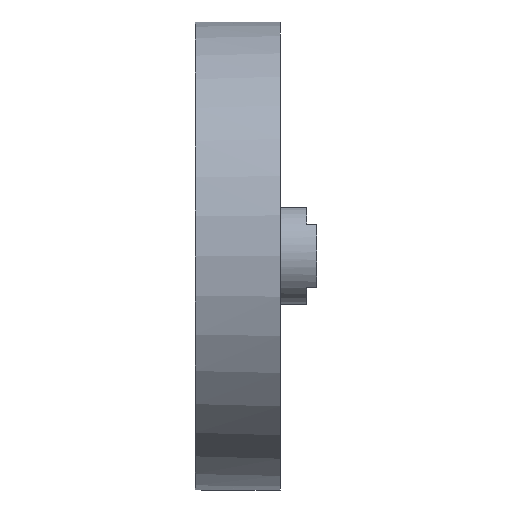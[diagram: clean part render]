
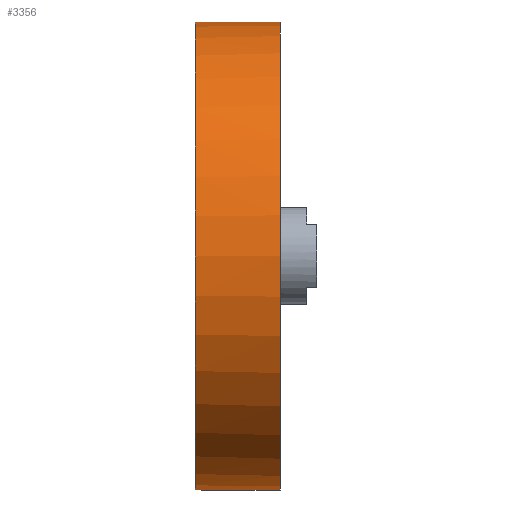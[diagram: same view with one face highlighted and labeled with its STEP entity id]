
A CAD part, left-side view. The second image highlights one B-rep face of the part: STEP entity #3356.
In plain terms, the highlighted cylindrical face has radius 34.95 mm (diameter 69.9 mm), a partial arc.
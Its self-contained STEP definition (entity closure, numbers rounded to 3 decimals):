
#39 = CARTESIAN_POINT ( 'NONE',  ( -0.13, -1., 34.95 ) ) ;
#131 = VERTEX_POINT ( 'NONE', #3592 ) ;
#198 = AXIS2_PLACEMENT_3D ( 'NONE', #3747, #1984, #239 ) ;
#239 = DIRECTION ( 'NONE',  ( 0., 0., 1. ) ) ;
#246 = CARTESIAN_POINT ( 'NONE',  ( -1., 0., -34.936 ) ) ;
#249 = CARTESIAN_POINT ( 'NONE',  ( 0., -1., -34.95 ) ) ;
#312 = B_SPLINE_CURVE_WITH_KNOTS ( 'NONE', 3,
 ( #828, #2537, #1140, #3142, #1433, #3436, #1708, #3761, #1990, #249 ),
 .UNSPECIFIED., .F., .F.,
 ( 4, 2, 2, 2, 4 ),
 ( 0., 0., 0.001, 0.001, 0.002 ),
 .UNSPECIFIED. ) ;
#329 = VERTEX_POINT ( 'NONE', #2239 ) ;
#382 = ORIENTED_EDGE ( 'NONE', *, *, #2491, .T. ) ;
#435 = DIRECTION ( 'NONE',  ( 0., 1., 0. ) ) ;
#576 = CARTESIAN_POINT ( 'NONE',  ( 0., -12.7, 34.95 ) ) ;
#614 = ORIENTED_EDGE ( 'NONE', *, *, #3008, .T. ) ;
#631 = CARTESIAN_POINT ( 'NONE',  ( -1., 0., 34.936 ) ) ;
#828 = CARTESIAN_POINT ( 'NONE',  ( -1., 0., -34.936 ) ) ;
#918 = VERTEX_POINT ( 'NONE', #2108 ) ;
#949 = AXIS2_PLACEMENT_3D ( 'NONE', #2160, #435, #2440 ) ;
#953 = CARTESIAN_POINT ( 'NONE',  ( 0., -12.7, 0. ) ) ;
#985 = LINE ( 'NONE', #576, #1016 ) ;
#1016 = VECTOR ( 'NONE', #1161, 1000. ) ;
#1140 = CARTESIAN_POINT ( 'NONE',  ( -0.974, -0.262, -34.936 ) ) ;
#1161 = DIRECTION ( 'NONE',  ( 0., 1., 0. ) ) ;
#1235 = CARTESIAN_POINT ( 'NONE',  ( -0.874, -0.504, 34.939 ) ) ;
#1250 = DIRECTION ( 'NONE',  ( 0., 0., 1. ) ) ;
#1404 = LINE ( 'NONE', #2500, #1438 ) ;
#1411 = DIRECTION ( 'NONE',  ( 0., 1., 0. ) ) ;
#1433 = CARTESIAN_POINT ( 'NONE',  ( -0.799, -0.615, -34.941 ) ) ;
#1438 = VECTOR ( 'NONE', #1411, 1000. ) ;
#1514 = CARTESIAN_POINT ( 'NONE',  ( -0.615, -0.8, 34.945 ) ) ;
#1546 = CIRCLE ( 'NONE', #198, 34.95 ) ;
#1708 = CARTESIAN_POINT ( 'NONE',  ( -0.503, -0.874, -34.947 ) ) ;
#1726 = AXIS2_PLACEMENT_3D ( 'NONE', #953, #3568, #1250 ) ;
#1802 = CARTESIAN_POINT ( 'NONE',  ( -0.262, -0.974, 34.949 ) ) ;
#1865 = CARTESIAN_POINT ( 'NONE',  ( 0., -1., 34.95 ) ) ;
#1880 = CIRCLE ( 'NONE', #949, 34.95 ) ;
#1984 = DIRECTION ( 'NONE',  ( 0., 1., 0. ) ) ;
#1990 = CARTESIAN_POINT ( 'NONE',  ( -0.13, -1., -34.95 ) ) ;
#2073 = CARTESIAN_POINT ( 'NONE',  ( 0., -1., 34.95 ) ) ;
#2108 = CARTESIAN_POINT ( 'NONE',  ( -1., 0., 34.936 ) ) ;
#2115 = ORIENTED_EDGE ( 'NONE', *, *, #2167, .T. ) ;
#2132 = ORIENTED_EDGE ( 'NONE', *, *, #2442, .F. ) ;
#2160 = CARTESIAN_POINT ( 'NONE',  ( 0., -12.7, 0. ) ) ;
#2167 = EDGE_CURVE ( 'NONE', #131, #329, #1880, .T. ) ;
#2218 = ORIENTED_EDGE ( 'NONE', *, *, #2342, .F. ) ;
#2239 = CARTESIAN_POINT ( 'NONE',  ( 0., -12.7, 34.95 ) ) ;
#2331 = CARTESIAN_POINT ( 'NONE',  ( -1., -0.132, 34.936 ) ) ;
#2342 = EDGE_CURVE ( 'NONE', #2960, #918, #1546, .T. ) ;
#2440 = DIRECTION ( 'NONE',  ( 0., 0., 1. ) ) ;
#2442 = EDGE_CURVE ( 'NONE', #131, #2587, #1404, .T. ) ;
#2491 = EDGE_CURVE ( 'NONE', #2960, #2587, #312, .T. ) ;
#2500 = CARTESIAN_POINT ( 'NONE',  ( 0., -12.7, -34.95 ) ) ;
#2537 = CARTESIAN_POINT ( 'NONE',  ( -1., -0.132, -34.936 ) ) ;
#2587 = VERTEX_POINT ( 'NONE', #3226 ) ;
#2696 = VERTEX_POINT ( 'NONE', #1865 ) ;
#2737 = EDGE_LOOP ( 'NONE', ( #2132, #2115, #614, #3697, #2218, #382 ) ) ;
#2932 = CARTESIAN_POINT ( 'NONE',  ( -0.974, -0.262, 34.936 ) ) ;
#2960 = VERTEX_POINT ( 'NONE', #246 ) ;
#3008 = EDGE_CURVE ( 'NONE', #329, #2696, #985, .T. ) ;
#3142 = CARTESIAN_POINT ( 'NONE',  ( -0.874, -0.504, -34.939 ) ) ;
#3226 = CARTESIAN_POINT ( 'NONE',  ( 0., -1., -34.95 ) ) ;
#3236 = CARTESIAN_POINT ( 'NONE',  ( -0.799, -0.615, 34.941 ) ) ;
#3294 = EDGE_CURVE ( 'NONE', #918, #2696, #3576, .T. ) ;
#3356 = ADVANCED_FACE ( 'NONE', ( #3676 ), #3773, .T. ) ;
#3436 = CARTESIAN_POINT ( 'NONE',  ( -0.615, -0.8, -34.945 ) ) ;
#3535 = CARTESIAN_POINT ( 'NONE',  ( -0.503, -0.874, 34.947 ) ) ;
#3568 = DIRECTION ( 'NONE',  ( 0., 1., 0. ) ) ;
#3576 = B_SPLINE_CURVE_WITH_KNOTS ( 'NONE', 3,
 ( #631, #2331, #2932, #1235, #3236, #1514, #3535, #1802, #39, #2073 ),
 .UNSPECIFIED., .F., .F.,
 ( 4, 2, 2, 2, 4 ),
 ( 0., 0., 0.001, 0.001, 0.002 ),
 .UNSPECIFIED. ) ;
#3592 = CARTESIAN_POINT ( 'NONE',  ( 0., -12.7, -34.95 ) ) ;
#3676 = FACE_OUTER_BOUND ( 'NONE', #2737, .T. ) ;
#3697 = ORIENTED_EDGE ( 'NONE', *, *, #3294, .F. ) ;
#3747 = CARTESIAN_POINT ( 'NONE',  ( 0., 0., 0. ) ) ;
#3761 = CARTESIAN_POINT ( 'NONE',  ( -0.262, -0.974, -34.949 ) ) ;
#3773 = CYLINDRICAL_SURFACE ( 'NONE', #1726, 34.95 ) ;
